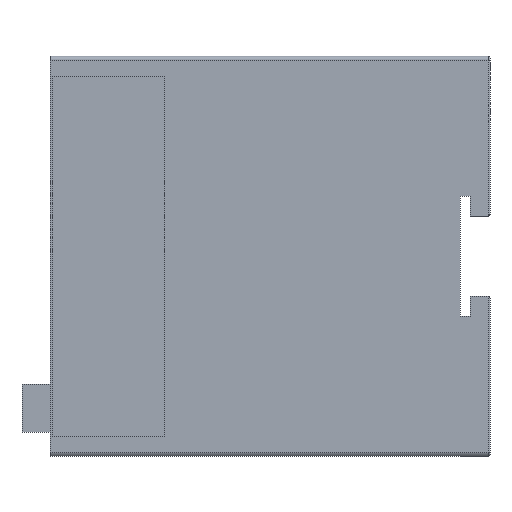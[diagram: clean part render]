
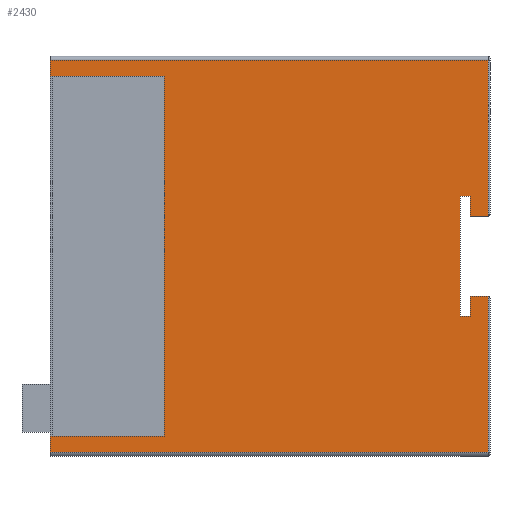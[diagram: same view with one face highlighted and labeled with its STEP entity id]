
A CAD part, left-side view. The second image highlights one B-rep face of the part: STEP entity #2430.
In plain terms, the highlighted planar face has unit normal (-1, 0, 0).
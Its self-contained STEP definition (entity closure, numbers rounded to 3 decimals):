
#709=DIRECTION('',(0.,1.,0.));
#710=VECTOR('',#709,28.5);
#711=CARTESIAN_POINT('',(-37.5,26.5,-45.));
#712=LINE('',#711,#710);
#765=DIRECTION('',(0.,-1.,0.));
#766=VECTOR('',#765,28.5);
#767=CARTESIAN_POINT('',(-37.5,55.,45.));
#768=LINE('',#767,#766);
#779=DIRECTION('',(0.,0.,1.));
#780=VECTOR('',#779,4.);
#781=CARTESIAN_POINT('',(-37.5,55.,45.));
#782=LINE('',#781,#780);
#786=DIRECTION('',(0.,-1.,0.));
#787=VECTOR('',#786,109.5);
#788=CARTESIAN_POINT('',(-37.5,55.,49.));
#789=LINE('',#788,#787);
#793=DIRECTION('',(0.,0.,1.));
#794=VECTOR('',#793,39.);
#795=CARTESIAN_POINT('',(-37.5,-54.5,10.));
#796=LINE('',#795,#794);
#800=DIRECTION('',(0.,1.,0.));
#801=VECTOR('',#800,4.5);
#802=CARTESIAN_POINT('',(-37.5,-54.5,10.));
#803=LINE('',#802,#801);
#807=DIRECTION('',(0.,0.,-1.));
#808=VECTOR('',#807,5.);
#809=CARTESIAN_POINT('',(-37.5,-50.,15.));
#810=LINE('',#809,#808);
#814=DIRECTION('',(0.,-1.,0.));
#815=VECTOR('',#814,2.5);
#816=CARTESIAN_POINT('',(-37.5,-47.5,15.));
#817=LINE('',#816,#815);
#821=DIRECTION('',(0.,0.,1.));
#822=VECTOR('',#821,30.);
#823=CARTESIAN_POINT('',(-37.5,-47.5,-15.));
#824=LINE('',#823,#822);
#828=DIRECTION('',(0.,1.,0.));
#829=VECTOR('',#828,2.5);
#830=CARTESIAN_POINT('',(-37.5,-50.,-15.));
#831=LINE('',#830,#829);
#835=DIRECTION('',(0.,0.,-1.));
#836=VECTOR('',#835,5.);
#837=CARTESIAN_POINT('',(-37.5,-50.,-10.));
#838=LINE('',#837,#836);
#842=DIRECTION('',(0.,1.,0.));
#843=VECTOR('',#842,4.5);
#844=CARTESIAN_POINT('',(-37.5,-54.5,-10.));
#845=LINE('',#844,#843);
#849=DIRECTION('',(0.,0.,-1.));
#850=VECTOR('',#849,39.);
#851=CARTESIAN_POINT('',(-37.5,-54.5,-10.));
#852=LINE('',#851,#850);
#856=DIRECTION('',(0.,1.,0.));
#857=VECTOR('',#856,109.5);
#858=CARTESIAN_POINT('',(-37.5,-54.5,-49.));
#859=LINE('',#858,#857);
#863=DIRECTION('',(0.,0.,1.));
#864=VECTOR('',#863,4.);
#865=CARTESIAN_POINT('',(-37.5,55.,-49.));
#866=LINE('',#865,#864);
#870=DIRECTION('',(0.,0.,-1.));
#871=VECTOR('',#870,90.);
#872=CARTESIAN_POINT('',(-37.5,26.5,45.));
#873=LINE('',#872,#871);
#1618=CARTESIAN_POINT('',(-37.5,-50.,-10.));
#1619=CARTESIAN_POINT('',(-37.5,-50.,-15.));
#1620=VERTEX_POINT('',#1618);
#1621=VERTEX_POINT('',#1619);
#1622=CARTESIAN_POINT('',(-37.5,-47.5,-15.));
#1623=VERTEX_POINT('',#1622);
#1624=CARTESIAN_POINT('',(-37.5,-47.5,15.));
#1625=VERTEX_POINT('',#1624);
#1626=CARTESIAN_POINT('',(-37.5,-50.,15.));
#1627=VERTEX_POINT('',#1626);
#1628=CARTESIAN_POINT('',(-37.5,-50.,10.));
#1629=VERTEX_POINT('',#1628);
#1709=CARTESIAN_POINT('',(-37.5,55.,49.));
#1711=VERTEX_POINT('',#1709);
#1714=CARTESIAN_POINT('',(-37.5,55.,-49.));
#1716=VERTEX_POINT('',#1714);
#1771=CARTESIAN_POINT('',(-37.5,-54.5,10.));
#1772=VERTEX_POINT('',#1771);
#1779=CARTESIAN_POINT('',(-37.5,-54.5,49.));
#1780=VERTEX_POINT('',#1779);
#1797=CARTESIAN_POINT('',(-37.5,-54.5,-10.));
#1798=VERTEX_POINT('',#1797);
#1805=CARTESIAN_POINT('',(-37.5,-54.5,-49.));
#1806=VERTEX_POINT('',#1805);
#1827=CARTESIAN_POINT('',(-37.5,55.,-45.));
#1829=VERTEX_POINT('',#1827);
#1833=CARTESIAN_POINT('',(-37.5,55.,45.));
#1834=VERTEX_POINT('',#1833);
#1839=CARTESIAN_POINT('',(-37.5,26.5,45.));
#1840=CARTESIAN_POINT('',(-37.5,26.5,-45.));
#1841=VERTEX_POINT('',#1839);
#1842=VERTEX_POINT('',#1840);
#2395=CARTESIAN_POINT('',(-37.5,55.,-50.));
#2396=DIRECTION('',(-1.,0.,0.));
#2397=DIRECTION('',(0.,-1.,0.));
#2398=AXIS2_PLACEMENT_3D('',#2395,#2396,#2397);
#2399=PLANE('',#2398);
#2400=ORIENTED_EDGE('',*,*,#2371,.F.);
#2401=ORIENTED_EDGE('',*,*,#2263,.T.);
#2403=ORIENTED_EDGE('',*,*,#2402,.T.);
#2405=ORIENTED_EDGE('',*,*,#2404,.F.);
#2407=ORIENTED_EDGE('',*,*,#2406,.T.);
#2409=ORIENTED_EDGE('',*,*,#2408,.F.);
#2411=ORIENTED_EDGE('',*,*,#2410,.F.);
#2413=ORIENTED_EDGE('',*,*,#2412,.F.);
#2415=ORIENTED_EDGE('',*,*,#2414,.F.);
#2417=ORIENTED_EDGE('',*,*,#2416,.F.);
#2419=ORIENTED_EDGE('',*,*,#2418,.F.);
#2421=ORIENTED_EDGE('',*,*,#2420,.T.);
#2423=ORIENTED_EDGE('',*,*,#2422,.T.);
#2424=ORIENTED_EDGE('',*,*,#2243,.T.);
#2425=ORIENTED_EDGE('',*,*,#2293,.F.);
#2427=ORIENTED_EDGE('',*,*,#2426,.F.);
#2428=EDGE_LOOP('',(#2400,#2401,#2403,#2405,#2407,#2409,#2411,#2413,#2415,#2417,
#2419,#2421,#2423,#2424,#2425,#2427));
#2429=FACE_OUTER_BOUND('',#2428,.F.);
#2430=ADVANCED_FACE('',(#2429),#2399,.T.);
#2243=EDGE_CURVE('',#1716,#1829,#866,.T.);
#2263=EDGE_CURVE('',#1834,#1711,#782,.T.);
#2293=EDGE_CURVE('',#1842,#1829,#712,.T.);
#2371=EDGE_CURVE('',#1834,#1841,#768,.T.);
#2402=EDGE_CURVE('',#1711,#1780,#789,.T.);
#2404=EDGE_CURVE('',#1772,#1780,#796,.T.);
#2406=EDGE_CURVE('',#1772,#1629,#803,.T.);
#2408=EDGE_CURVE('',#1627,#1629,#810,.T.);
#2410=EDGE_CURVE('',#1625,#1627,#817,.T.);
#2412=EDGE_CURVE('',#1623,#1625,#824,.T.);
#2414=EDGE_CURVE('',#1621,#1623,#831,.T.);
#2416=EDGE_CURVE('',#1620,#1621,#838,.T.);
#2418=EDGE_CURVE('',#1798,#1620,#845,.T.);
#2420=EDGE_CURVE('',#1798,#1806,#852,.T.);
#2422=EDGE_CURVE('',#1806,#1716,#859,.T.);
#2426=EDGE_CURVE('',#1841,#1842,#873,.T.);
